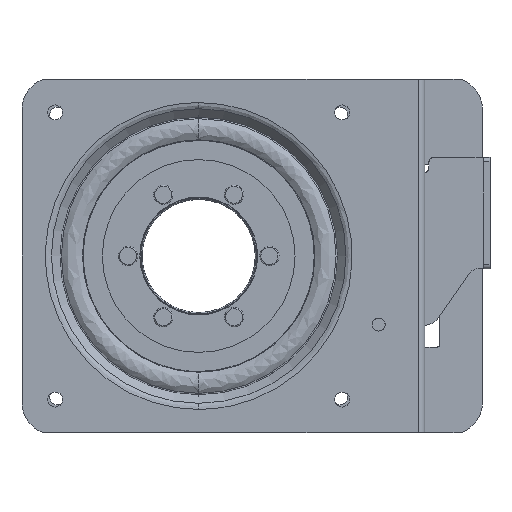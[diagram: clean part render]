
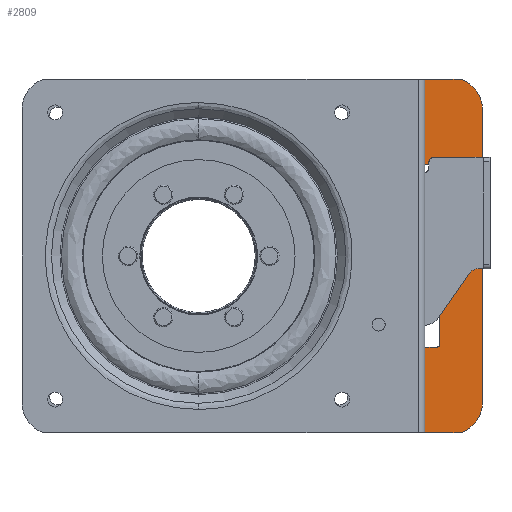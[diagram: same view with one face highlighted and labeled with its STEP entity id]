
A CAD part, front view. The second image highlights one B-rep face of the part: STEP entity #2809.
In plain terms, the highlighted planar face has unit normal (0, -1, 0).
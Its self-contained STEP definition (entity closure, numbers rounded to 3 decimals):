
#35 = CARTESIAN_POINT ( 'NONE',  ( 111.5, 10., 42.5 ) ) ;
#238 = VECTOR ( 'NONE', #14839, 1000. ) ;
#550 = CARTESIAN_POINT ( 'NONE',  ( 105.5, 10., -82.5 ) ) ;
#1111 = DIRECTION ( 'NONE',  ( 0., 0., -1. ) ) ;
#1315 = EDGE_CURVE ( 'NONE', #11661, #2943, #17404, .T. ) ;
#1395 = CARTESIAN_POINT ( 'NONE',  ( 132.5, 10., -82.5 ) ) ;
#1401 = VERTEX_POINT ( 'NONE', #2630 ) ;
#2164 = DIRECTION ( 'NONE',  ( -1., 0., 0. ) ) ;
#2630 = CARTESIAN_POINT ( 'NONE',  ( 105.5, 10., -82.5 ) ) ;
#2749 = VERTEX_POINT ( 'NONE', #20705 ) ;
#2809 = ADVANCED_FACE ( 'NONE', ( #10881 ), #3257, .T. ) ;
#2814 = ORIENTED_EDGE ( 'NONE', *, *, #14625, .T. ) ;
#2871 = VECTOR ( 'NONE', #4061, 1000. ) ;
#2943 = VERTEX_POINT ( 'NONE', #13070 ) ;
#3038 = DIRECTION ( 'NONE',  ( 0., 0., 1. ) ) ;
#3050 = CARTESIAN_POINT ( 'NONE',  ( 122.5, 10., -82.5 ) ) ;
#3257 = PLANE ( 'NONE',  #16713 ) ;
#4061 = DIRECTION ( 'NONE',  ( 0., 0., -1. ) ) ;
#4107 = CIRCLE ( 'NONE', #21723, 1. ) ;
#4197 = AXIS2_PLACEMENT_3D ( 'NONE', #10138, #5088, #14907 ) ;
#4252 = EDGE_LOOP ( 'NONE', ( #2814, #7348, #16149, #19816, #7000, #21689, #9312, #17971, #18569, #18090, #15806, #6640 ) ) ;
#4351 = DIRECTION ( 'NONE',  ( 0., 0., 1. ) ) ;
#4784 = VERTEX_POINT ( 'NONE', #3050 ) ;
#4800 = VERTEX_POINT ( 'NONE', #9872 ) ;
#5088 = DIRECTION ( 'NONE',  ( 0., 1., 0. ) ) ;
#5502 = EDGE_CURVE ( 'NONE', #13133, #8981, #8485, .T. ) ;
#5506 = EDGE_CURVE ( 'NONE', #8981, #1401, #13993, .T. ) ;
#5854 = VERTEX_POINT ( 'NONE', #35 ) ;
#5938 = AXIS2_PLACEMENT_3D ( 'NONE', #9421, #18249, #4351 ) ;
#6219 = VECTOR ( 'NONE', #18422, 1000. ) ;
#6640 = ORIENTED_EDGE ( 'NONE', *, *, #21671, .F. ) ;
#6932 = VECTOR ( 'NONE', #10132, 1000. ) ;
#6947 = DIRECTION ( 'NONE',  ( -1., 0., 0. ) ) ;
#7000 = ORIENTED_EDGE ( 'NONE', *, *, #15103, .T. ) ;
#7348 = ORIENTED_EDGE ( 'NONE', *, *, #10413, .T. ) ;
#7353 = VECTOR ( 'NONE', #1111, 1000. ) ;
#7587 = DIRECTION ( 'NONE',  ( 0., 0., -1. ) ) ;
#7721 = LINE ( 'NONE', #9480, #7353 ) ;
#8017 = CARTESIAN_POINT ( 'NONE',  ( -82.5, 10., 82.5 ) ) ;
#8243 = EDGE_CURVE ( 'NONE', #12616, #2749, #17943, .T. ) ;
#8376 = CARTESIAN_POINT ( 'NONE',  ( 105.5, 10., 42.5 ) ) ;
#8485 = LINE ( 'NONE', #20390, #13620 ) ;
#8513 = CIRCLE ( 'NONE', #10978, 15. ) ;
#8981 = VERTEX_POINT ( 'NONE', #15880 ) ;
#9312 = ORIENTED_EDGE ( 'NONE', *, *, #12698, .T. ) ;
#9421 = CARTESIAN_POINT ( 'NONE',  ( 117.5, 10., -68.358 ) ) ;
#9455 = CARTESIAN_POINT ( 'NONE',  ( 112.5, 10., -82.5 ) ) ;
#9480 = CARTESIAN_POINT ( 'NONE',  ( 105.5, 10., -82.5 ) ) ;
#9771 = LINE ( 'NONE', #1395, #238 ) ;
#9872 = CARTESIAN_POINT ( 'NONE',  ( 105.5, 10., 42.5 ) ) ;
#10132 = DIRECTION ( 'NONE',  ( 0., 0., -1. ) ) ;
#10138 = CARTESIAN_POINT ( 'NONE',  ( 111.5, 10., -41.5 ) ) ;
#10165 = EDGE_CURVE ( 'NONE', #4800, #5854, #14893, .T. ) ;
#10327 = CARTESIAN_POINT ( 'NONE',  ( 111.5, 10., 41.5 ) ) ;
#10413 = EDGE_CURVE ( 'NONE', #19583, #11629, #9771, .T. ) ;
#10460 = CARTESIAN_POINT ( 'NONE',  ( 132.5, 10., 68.358 ) ) ;
#10881 = FACE_OUTER_BOUND ( 'NONE', #4252, .T. ) ;
#10978 = AXIS2_PLACEMENT_3D ( 'NONE', #13175, #19894, #3038 ) ;
#11591 = CIRCLE ( 'NONE', #4197, 1. ) ;
#11629 = VERTEX_POINT ( 'NONE', #10460 ) ;
#11661 = VERTEX_POINT ( 'NONE', #12647 ) ;
#11964 = CARTESIAN_POINT ( 'NONE',  ( 111.5, 10., -42.5 ) ) ;
#12092 = VECTOR ( 'NONE', #2164, 1000. ) ;
#12616 = VERTEX_POINT ( 'NONE', #16956 ) ;
#12647 = CARTESIAN_POINT ( 'NONE',  ( 112.5, 10., 41.5 ) ) ;
#12698 = EDGE_CURVE ( 'NONE', #5854, #11661, #4107, .T. ) ;
#13070 = CARTESIAN_POINT ( 'NONE',  ( 112.5, 10., -41.5 ) ) ;
#13133 = VERTEX_POINT ( 'NONE', #11964 ) ;
#13175 = CARTESIAN_POINT ( 'NONE',  ( 117.5, 10., 68.358 ) ) ;
#13620 = VECTOR ( 'NONE', #6947, 1000. ) ;
#13993 = LINE ( 'NONE', #550, #6932 ) ;
#14410 = CARTESIAN_POINT ( 'NONE',  ( 132.5, 10., -68.358 ) ) ;
#14625 = EDGE_CURVE ( 'NONE', #4784, #19583, #21765, .T. ) ;
#14839 = DIRECTION ( 'NONE',  ( 0., 0., 1. ) ) ;
#14893 = LINE ( 'NONE', #8376, #6219 ) ;
#14907 = DIRECTION ( 'NONE',  ( 0., 0., -1. ) ) ;
#15103 = EDGE_CURVE ( 'NONE', #12616, #4800, #7721, .T. ) ;
#15806 = ORIENTED_EDGE ( 'NONE', *, *, #5506, .T. ) ;
#15880 = CARTESIAN_POINT ( 'NONE',  ( 105.5, 10., -42.5 ) ) ;
#16149 = ORIENTED_EDGE ( 'NONE', *, *, #18431, .F. ) ;
#16523 = EDGE_CURVE ( 'NONE', #2943, #13133, #11591, .T. ) ;
#16639 = VECTOR ( 'NONE', #19482, 1000. ) ;
#16713 = AXIS2_PLACEMENT_3D ( 'NONE', #18261, #21037, #7587 ) ;
#16956 = CARTESIAN_POINT ( 'NONE',  ( 105.5, 10., 82.5 ) ) ;
#17057 = CARTESIAN_POINT ( 'NONE',  ( -82.5, 10., -82.5 ) ) ;
#17404 = LINE ( 'NONE', #9455, #2871 ) ;
#17943 = LINE ( 'NONE', #8017, #16639 ) ;
#17971 = ORIENTED_EDGE ( 'NONE', *, *, #1315, .T. ) ;
#18090 = ORIENTED_EDGE ( 'NONE', *, *, #5502, .T. ) ;
#18249 = DIRECTION ( 'NONE',  ( 0., -1., 0. ) ) ;
#18261 = CARTESIAN_POINT ( 'NONE',  ( 105.5, 10., -82.5 ) ) ;
#18405 = DIRECTION ( 'NONE',  ( 0., 1., 0. ) ) ;
#18422 = DIRECTION ( 'NONE',  ( 1., 0., 0. ) ) ;
#18431 = EDGE_CURVE ( 'NONE', #2749, #11629, #8513, .T. ) ;
#18569 = ORIENTED_EDGE ( 'NONE', *, *, #16523, .T. ) ;
#18922 = LINE ( 'NONE', #17057, #12092 ) ;
#19482 = DIRECTION ( 'NONE',  ( 1., 0., 0. ) ) ;
#19583 = VERTEX_POINT ( 'NONE', #14410 ) ;
#19816 = ORIENTED_EDGE ( 'NONE', *, *, #8243, .F. ) ;
#19894 = DIRECTION ( 'NONE',  ( 0., 1., 0. ) ) ;
#20262 = DIRECTION ( 'NONE',  ( 0., 0., -1. ) ) ;
#20390 = CARTESIAN_POINT ( 'NONE',  ( 105.5, 10., -42.5 ) ) ;
#20705 = CARTESIAN_POINT ( 'NONE',  ( 122.5, 10., 82.5 ) ) ;
#21037 = DIRECTION ( 'NONE',  ( 0., -1., 0. ) ) ;
#21671 = EDGE_CURVE ( 'NONE', #4784, #1401, #18922, .T. ) ;
#21689 = ORIENTED_EDGE ( 'NONE', *, *, #10165, .T. ) ;
#21723 = AXIS2_PLACEMENT_3D ( 'NONE', #10327, #18405, #20262 ) ;
#21765 = CIRCLE ( 'NONE', #5938, 15. ) ;
